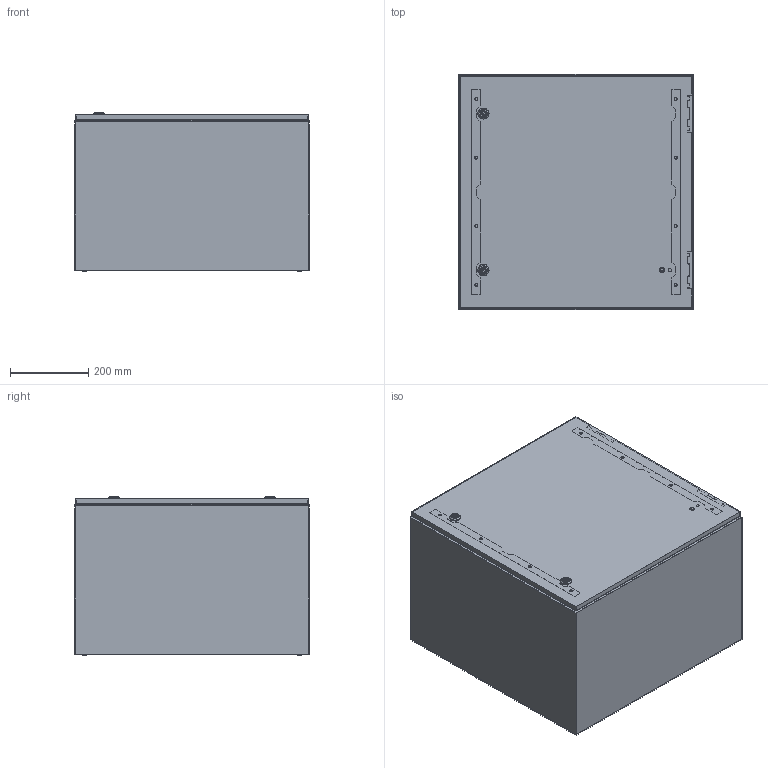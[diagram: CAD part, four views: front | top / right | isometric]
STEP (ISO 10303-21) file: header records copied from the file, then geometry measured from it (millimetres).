
FILE_DESCRIPTION (( 'STEP AP214' ), '1' );
FILE_NAME ('3351-6060-40-10.step', '2024-01-10T07:35:18', ( '' ), ( '' ), 'SwSTEP 2.0', 'SolidWorks 2019', '' );
FILE_SCHEMA (( 'AUTOMOTIVE_DESIGN' ));
Length unit declared in the file: millimetre
Products named in the file (5): Montageplatte_wg_0331-6060-00-13; Korpus_wgES_6060-40; 3351-6060-40-10; Tuer_wgES_3351-6060-00-90; Montageplattenbeipack_wgES_6060
Assembly tree (4 placements, depth 2):
  3351-6060-40-10
    Korpus_wgES_6060-40
    Tuer_wgES_3351-6060-00-90
    Montageplatte_wg_0331-6060-00-13
    Montageplattenbeipack_wgES_6060
Bounding box: 600 x 600 x 407 mm (x, y, z)
Volume: 3507324.8 mm3; surface area: 4248512.2 mm2
Topology: 31 solids, 31 shells, 1376 faces, 3474 edges, 2248 vertices
Faces by surface type: plane 782, cylinder 490, cone 68, torus 20, sphere 16
Entity records: 43429 total; most frequent: CARTESIAN_POINT 7929, DIRECTION 7248, ORIENTED_EDGE 6932, EDGE_CURVE 3466, AXIS2_PLACEMENT_3D 2559, VERTEX_POINT 2248, LINE 2130, VECTOR 2130
